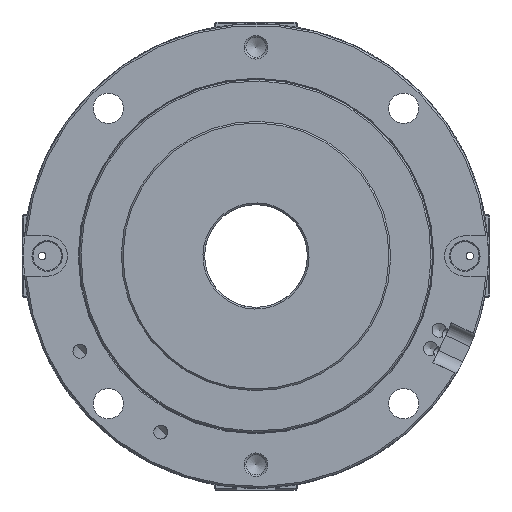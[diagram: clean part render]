
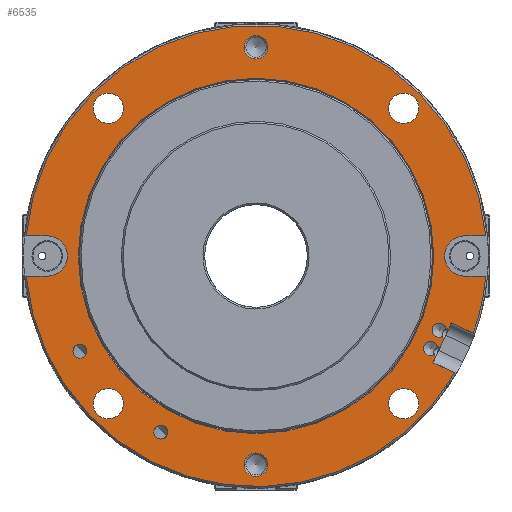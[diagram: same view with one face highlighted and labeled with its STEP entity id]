
A CAD part, front view. The second image highlights one B-rep face of the part: STEP entity #6535.
In plain terms, the highlighted planar face has unit normal (0, -1, 0).
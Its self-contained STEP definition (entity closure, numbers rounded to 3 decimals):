
#212=LINE('',#10420,#729);
#215=LINE('',#10428,#732);
#218=LINE('',#10436,#735);
#222=LINE('',#10449,#739);
#225=LINE('',#10467,#742);
#230=LINE('',#10509,#747);
#232=LINE('',#10513,#749);
#236=LINE('',#10550,#753);
#238=LINE('',#10554,#755);
#241=LINE('',#10577,#758);
#242=LINE('',#10581,#759);
#243=LINE('',#10585,#760);
#244=LINE('',#10589,#761);
#729=VECTOR('',#8005,10.);
#732=VECTOR('',#8010,10.);
#735=VECTOR('',#8015,10.);
#739=VECTOR('',#8023,10.);
#742=VECTOR('',#8030,10.);
#747=VECTOR('',#8039,10.);
#749=VECTOR('',#8043,10.);
#753=VECTOR('',#8051,10.);
#755=VECTOR('',#8055,10.);
#758=VECTOR('',#8086,10.);
#759=VECTOR('',#8089,10.);
#760=VECTOR('',#8092,10.);
#761=VECTOR('',#8095,10.);
#1483=FACE_BOUND('',#1974,.T.);
#1484=FACE_BOUND('',#1975,.T.);
#1485=FACE_BOUND('',#1976,.T.);
#1486=FACE_BOUND('',#1977,.T.);
#1487=FACE_BOUND('',#1978,.T.);
#1488=FACE_BOUND('',#1979,.T.);
#1489=FACE_BOUND('',#1980,.T.);
#1490=FACE_BOUND('',#1981,.T.);
#1491=FACE_BOUND('',#1982,.T.);
#1596=FACE_OUTER_BOUND('',#1973,.T.);
#1973=EDGE_LOOP('',(#4531,#4532,#4533,#4534,#4535,#4536,#4537,#4538,#4539,
#4540,#4541,#4542,#4543,#4544,#4545,#4546,#4547,#4548,#4549,#4550));
#1974=EDGE_LOOP('',(#4551));
#1975=EDGE_LOOP('',(#4552));
#1976=EDGE_LOOP('',(#4553));
#1977=EDGE_LOOP('',(#4554));
#1978=EDGE_LOOP('',(#4555));
#1979=EDGE_LOOP('',(#4556));
#1980=EDGE_LOOP('',(#4557));
#1981=EDGE_LOOP('',(#4558));
#1982=EDGE_LOOP('',(#4559));
#2392=CIRCLE('',#7155,2.1);
#2393=CIRCLE('',#7157,2.1);
#2395=CIRCLE('',#7161,68.5);
#2396=CIRCLE('',#7162,6.);
#2397=CIRCLE('',#7163,68.5);
#2398=CIRCLE('',#7164,6.);
#2399=CIRCLE('',#7165,68.5);
#2400=CIRCLE('',#7166,2.067);
#2401=CIRCLE('',#7167,2.067);
#2402=CIRCLE('',#7168,4.5);
#2403=CIRCLE('',#7169,4.5);
#2404=CIRCLE('',#7170,4.5);
#2405=CIRCLE('',#7171,4.5);
#2406=CIRCLE('',#7172,3.5);
#2407=CIRCLE('',#7173,52.789);
#2408=CIRCLE('',#7174,3.5);
#2746=VERTEX_POINT('',#10417);
#2747=VERTEX_POINT('',#10419);
#2750=VERTEX_POINT('',#10425);
#2751=VERTEX_POINT('',#10427);
#2754=VERTEX_POINT('',#10433);
#2755=VERTEX_POINT('',#10435);
#2759=VERTEX_POINT('',#10445);
#2762=VERTEX_POINT('',#10466);
#2768=VERTEX_POINT('',#10507);
#2769=VERTEX_POINT('',#10511);
#2774=VERTEX_POINT('',#10548);
#2775=VERTEX_POINT('',#10552);
#2780=VERTEX_POINT('',#10574);
#2781=VERTEX_POINT('',#10576);
#2782=VERTEX_POINT('',#10578);
#2783=VERTEX_POINT('',#10580);
#2784=VERTEX_POINT('',#10582);
#2785=VERTEX_POINT('',#10584);
#2786=VERTEX_POINT('',#10586);
#2787=VERTEX_POINT('',#10588);
#2788=VERTEX_POINT('',#10591);
#2789=VERTEX_POINT('',#10593);
#2790=VERTEX_POINT('',#10595);
#2791=VERTEX_POINT('',#10597);
#2792=VERTEX_POINT('',#10599);
#2793=VERTEX_POINT('',#10601);
#2794=VERTEX_POINT('',#10603);
#2795=VERTEX_POINT('',#10605);
#2796=VERTEX_POINT('',#10607);
#3421=EDGE_CURVE('',#2747,#2746,#212,.T.);
#3425=EDGE_CURVE('',#2751,#2750,#215,.T.);
#3429=EDGE_CURVE('',#2755,#2754,#218,.T.);
#3435=EDGE_CURVE('',#2746,#2759,#222,.T.);
#3439=EDGE_CURVE('',#2762,#2755,#225,.T.);
#3448=EDGE_CURVE('',#2768,#2747,#230,.T.);
#3450=EDGE_CURVE('',#2750,#2769,#232,.T.);
#3457=EDGE_CURVE('',#2774,#2751,#236,.T.);
#3459=EDGE_CURVE('',#2754,#2775,#238,.T.);
#3466=EDGE_CURVE('',#2775,#2774,#2392,.T.);
#3467=EDGE_CURVE('',#2769,#2768,#2393,.T.);
#3469=EDGE_CURVE('',#2780,#2759,#2395,.T.);
#3470=EDGE_CURVE('',#2780,#2781,#241,.T.);
#3471=EDGE_CURVE('',#2781,#2782,#2396,.T.);
#3472=EDGE_CURVE('',#2782,#2783,#242,.T.);
#3473=EDGE_CURVE('',#2784,#2783,#2397,.T.);
#3474=EDGE_CURVE('',#2784,#2785,#243,.T.);
#3475=EDGE_CURVE('',#2785,#2786,#2398,.T.);
#3476=EDGE_CURVE('',#2786,#2787,#244,.T.);
#3477=EDGE_CURVE('',#2762,#2787,#2399,.T.);
#3478=EDGE_CURVE('',#2788,#2788,#2400,.T.);
#3479=EDGE_CURVE('',#2789,#2789,#2401,.T.);
#3480=EDGE_CURVE('',#2790,#2790,#2402,.T.);
#3481=EDGE_CURVE('',#2791,#2791,#2403,.T.);
#3482=EDGE_CURVE('',#2792,#2792,#2404,.T.);
#3483=EDGE_CURVE('',#2793,#2793,#2405,.T.);
#3484=EDGE_CURVE('',#2794,#2794,#2406,.T.);
#3485=EDGE_CURVE('',#2795,#2795,#2407,.T.);
#3486=EDGE_CURVE('',#2796,#2796,#2408,.T.);
#4531=ORIENTED_EDGE('',*,*,#3450,.T.);
#4532=ORIENTED_EDGE('',*,*,#3467,.T.);
#4533=ORIENTED_EDGE('',*,*,#3448,.T.);
#4534=ORIENTED_EDGE('',*,*,#3421,.T.);
#4535=ORIENTED_EDGE('',*,*,#3435,.T.);
#4536=ORIENTED_EDGE('',*,*,#3469,.F.);
#4537=ORIENTED_EDGE('',*,*,#3470,.T.);
#4538=ORIENTED_EDGE('',*,*,#3471,.T.);
#4539=ORIENTED_EDGE('',*,*,#3472,.T.);
#4540=ORIENTED_EDGE('',*,*,#3473,.F.);
#4541=ORIENTED_EDGE('',*,*,#3474,.T.);
#4542=ORIENTED_EDGE('',*,*,#3475,.T.);
#4543=ORIENTED_EDGE('',*,*,#3476,.T.);
#4544=ORIENTED_EDGE('',*,*,#3477,.F.);
#4545=ORIENTED_EDGE('',*,*,#3439,.T.);
#4546=ORIENTED_EDGE('',*,*,#3429,.T.);
#4547=ORIENTED_EDGE('',*,*,#3459,.T.);
#4548=ORIENTED_EDGE('',*,*,#3466,.T.);
#4549=ORIENTED_EDGE('',*,*,#3457,.T.);
#4550=ORIENTED_EDGE('',*,*,#3425,.T.);
#4551=ORIENTED_EDGE('',*,*,#3478,.T.);
#4552=ORIENTED_EDGE('',*,*,#3479,.T.);
#4553=ORIENTED_EDGE('',*,*,#3480,.T.);
#4554=ORIENTED_EDGE('',*,*,#3481,.T.);
#4555=ORIENTED_EDGE('',*,*,#3482,.T.);
#4556=ORIENTED_EDGE('',*,*,#3483,.T.);
#4557=ORIENTED_EDGE('',*,*,#3484,.F.);
#4558=ORIENTED_EDGE('',*,*,#3485,.F.);
#4559=ORIENTED_EDGE('',*,*,#3486,.F.);
#6307=PLANE('',#7160);
#6535=ADVANCED_FACE('',(#1596,#1483,#1484,#1485,#1486,#1487,#1488,#1489,
#1490,#1491),#6307,.F.);
#7155=AXIS2_PLACEMENT_3D('',#10568,#8072,#8073);
#7157=AXIS2_PLACEMENT_3D('',#10570,#8076,#8077);
#7160=AXIS2_PLACEMENT_3D('',#10573,#8082,#8083);
#7161=AXIS2_PLACEMENT_3D('',#10575,#8084,#8085);
#7162=AXIS2_PLACEMENT_3D('',#10579,#8087,#8088);
#7163=AXIS2_PLACEMENT_3D('',#10583,#8090,#8091);
#7164=AXIS2_PLACEMENT_3D('',#10587,#8093,#8094);
#7165=AXIS2_PLACEMENT_3D('',#10590,#8096,#8097);
#7166=AXIS2_PLACEMENT_3D('',#10592,#8098,#8099);
#7167=AXIS2_PLACEMENT_3D('',#10594,#8100,#8101);
#7168=AXIS2_PLACEMENT_3D('',#10596,#8102,#8103);
#7169=AXIS2_PLACEMENT_3D('',#10598,#8104,#8105);
#7170=AXIS2_PLACEMENT_3D('',#10600,#8106,#8107);
#7171=AXIS2_PLACEMENT_3D('',#10602,#8108,#8109);
#7172=AXIS2_PLACEMENT_3D('',#10604,#8110,#8111);
#7173=AXIS2_PLACEMENT_3D('',#10606,#8112,#8113);
#7174=AXIS2_PLACEMENT_3D('',#10608,#8114,#8115);
#8005=DIRECTION('',(0.423,0.,0.906));
#8010=DIRECTION('',(0.423,0.,0.906));
#8015=DIRECTION('',(0.423,0.,0.906));
#8023=DIRECTION('',(0.906,0.,-0.423));
#8030=DIRECTION('',(-0.906,0.,0.423));
#8039=DIRECTION('',(0.906,0.,-0.423));
#8043=DIRECTION('',(-0.906,0.,0.423));
#8051=DIRECTION('',(0.906,0.,-0.423));
#8055=DIRECTION('',(-0.906,0.,0.423));
#8072=DIRECTION('center_axis',(0.,1.,0.));
#8073=DIRECTION('ref_axis',(1.,0.,0.));
#8076=DIRECTION('center_axis',(0.,1.,0.));
#8077=DIRECTION('ref_axis',(1.,0.,0.));
#8082=DIRECTION('center_axis',(0.,1.,0.));
#8083=DIRECTION('ref_axis',(0.,0.,1.));
#8084=DIRECTION('center_axis',(0.,1.,0.));
#8085=DIRECTION('ref_axis',(1.,0.,0.));
#8086=DIRECTION('',(-1.,0.,0.));
#8087=DIRECTION('center_axis',(0.,1.,0.));
#8088=DIRECTION('ref_axis',(0.,0.,1.));
#8089=DIRECTION('',(1.,0.,0.));
#8090=DIRECTION('center_axis',(0.,1.,0.));
#8091=DIRECTION('ref_axis',(1.,0.,0.));
#8092=DIRECTION('',(1.,0.,0.));
#8093=DIRECTION('center_axis',(0.,1.,0.));
#8094=DIRECTION('ref_axis',(0.,0.,1.));
#8095=DIRECTION('',(-1.,0.,0.));
#8096=DIRECTION('center_axis',(0.,1.,0.));
#8097=DIRECTION('ref_axis',(1.,0.,0.));
#8098=DIRECTION('center_axis',(0.,1.,0.));
#8099=DIRECTION('ref_axis',(1.,0.,0.));
#8100=DIRECTION('center_axis',(0.,1.,0.));
#8101=DIRECTION('ref_axis',(1.,0.,0.));
#8102=DIRECTION('center_axis',(0.,1.,0.));
#8103=DIRECTION('ref_axis',(0.,0.,1.));
#8104=DIRECTION('center_axis',(0.,1.,0.));
#8105=DIRECTION('ref_axis',(-1.,0.,0.));
#8106=DIRECTION('center_axis',(0.,1.,0.));
#8107=DIRECTION('ref_axis',(0.,0.,-1.));
#8108=DIRECTION('center_axis',(0.,1.,0.));
#8109=DIRECTION('ref_axis',(1.,0.,0.));
#8110=DIRECTION('center_axis',(0.,-1.,0.));
#8111=DIRECTION('ref_axis',(-1.,0.,0.));
#8112=DIRECTION('center_axis',(0.,-1.,0.));
#8113=DIRECTION('ref_axis',(-1.,0.,0.));
#8114=DIRECTION('center_axis',(0.,-1.,0.));
#8115=DIRECTION('ref_axis',(-1.,0.,0.));
#10417=CARTESIAN_POINT('',(58.032,0.,-19.889));
#10419=CARTESIAN_POINT('',(57.187,0.,-21.701));
#10420=CARTESIAN_POINT('',(53.911,0.,-28.725));
#10425=CARTESIAN_POINT('',(55.919,0.,-24.42));
#10427=CARTESIAN_POINT('',(54.651,0.,-27.139));
#10428=CARTESIAN_POINT('',(53.911,0.,-28.725));
#10433=CARTESIAN_POINT('',(53.383,0.,-29.858));
#10435=CARTESIAN_POINT('',(52.538,0.,-31.671));
#10436=CARTESIAN_POINT('',(53.911,0.,-28.725));
#10445=CARTESIAN_POINT('',(64.549,0.,-22.928));
#10449=CARTESIAN_POINT('',(30.389,0.,-6.999));
#10466=CARTESIAN_POINT('',(59.055,0.,-34.71));
#10467=CARTESIAN_POINT('',(35.269,0.,-23.618));
#10507=CARTESIAN_POINT('',(56.343,0.,-21.308));
#10509=CARTESIAN_POINT('',(29.544,0.,-8.811));
#10511=CARTESIAN_POINT('',(55.076,0.,-24.027));
#10513=CARTESIAN_POINT('',(28.276,0.,-11.53));
#10548=CARTESIAN_POINT('',(53.808,0.,-26.746));
#10550=CARTESIAN_POINT('',(27.008,0.,-14.249));
#10552=CARTESIAN_POINT('',(52.54,0.,-29.465));
#10554=CARTESIAN_POINT('',(25.741,0.,-16.968));
#10568=CARTESIAN_POINT('Origin',(51.842,0.,-27.484));
#10570=CARTESIAN_POINT('Origin',(54.377,0.,-22.047));
#10573=CARTESIAN_POINT('Origin',(0.,0.,0.));
#10574=CARTESIAN_POINT('',(68.237,0.,-6.));
#10575=CARTESIAN_POINT('Origin',(0.,0.,0.));
#10576=CARTESIAN_POINT('',(62.,0.,-6.));
#10577=CARTESIAN_POINT('',(35.289,0.,-6.));
#10578=CARTESIAN_POINT('',(62.,0.,6.));
#10579=CARTESIAN_POINT('Origin',(62.,0.,0.));
#10580=CARTESIAN_POINT('',(68.237,0.,6.));
#10581=CARTESIAN_POINT('',(31.,0.,6.));
#10582=CARTESIAN_POINT('',(-68.237,0.,6.));
#10583=CARTESIAN_POINT('Origin',(0.,0.,0.));
#10584=CARTESIAN_POINT('',(-62.,0.,6.));
#10585=CARTESIAN_POINT('',(-31.,0.,6.));
#10586=CARTESIAN_POINT('',(-62.,0.,-6.));
#10587=CARTESIAN_POINT('Origin',(-62.,0.,0.));
#10588=CARTESIAN_POINT('',(-68.237,0.,-6.));
#10589=CARTESIAN_POINT('',(-35.289,0.,-6.));
#10590=CARTESIAN_POINT('Origin',(0.,0.,0.));
#10591=CARTESIAN_POINT('',(-54.367,0.,-28.3));
#10592=CARTESIAN_POINT('Origin',(-52.3,0.,-28.3));
#10593=CARTESIAN_POINT('',(-30.367,0.,-52.3));
#10594=CARTESIAN_POINT('Origin',(-28.3,0.,-52.3));
#10595=CARTESIAN_POINT('',(-43.85,0.,39.35));
#10596=CARTESIAN_POINT('Origin',(-43.85,0.,43.85));
#10597=CARTESIAN_POINT('',(-39.35,0.,-43.85));
#10598=CARTESIAN_POINT('Origin',(-43.85,0.,-43.85));
#10599=CARTESIAN_POINT('',(43.85,0.,-39.35));
#10600=CARTESIAN_POINT('Origin',(43.85,0.,-43.85));
#10601=CARTESIAN_POINT('',(39.35,0.,43.85));
#10602=CARTESIAN_POINT('Origin',(43.85,0.,43.85));
#10603=CARTESIAN_POINT('',(3.5,0.,62.));
#10604=CARTESIAN_POINT('Origin',(0.,0.,62.));
#10605=CARTESIAN_POINT('',(52.789,0.,0.));
#10606=CARTESIAN_POINT('Origin',(0.,0.,0.));
#10607=CARTESIAN_POINT('',(3.5,0.,-62.));
#10608=CARTESIAN_POINT('Origin',(0.,0.,-62.));
